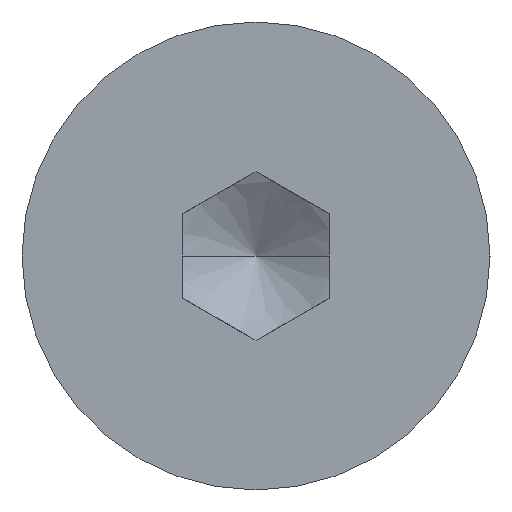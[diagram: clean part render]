
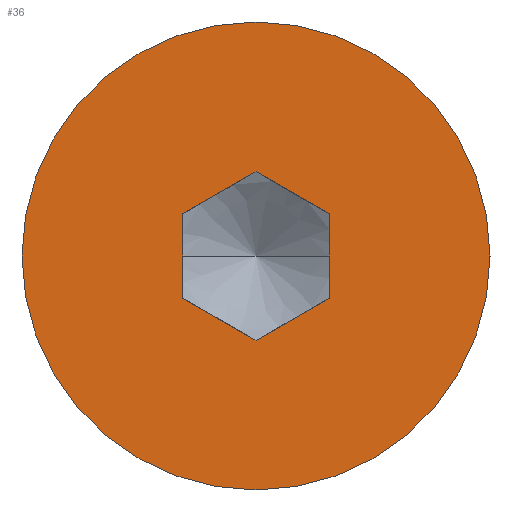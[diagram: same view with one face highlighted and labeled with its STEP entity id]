
A CAD part, left-side view. The second image highlights one B-rep face of the part: STEP entity #36.
In plain terms, the highlighted planar face has unit normal (-1, 0, 0).
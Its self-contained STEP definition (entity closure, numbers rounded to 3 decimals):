
#10 = VECTOR ( 'NONE', #210, 1000. ) ;
#12 = VERTEX_POINT ( 'NONE', #443 ) ;
#17 = CARTESIAN_POINT ( 'NONE',  ( 0., -1.25, 0.722 ) ) ;
#21 = DIRECTION ( 'NONE',  ( 0., 0., 1. ) ) ;
#36 = ADVANCED_FACE ( 'NONE', ( #444, #319 ), #81, .T. ) ;
#40 = CARTESIAN_POINT ( 'NONE',  ( 0., -0.897, 0.926 ) ) ;
#53 = CARTESIAN_POINT ( 'NONE',  ( 0., 1.25, -0.722 ) ) ;
#77 = VECTOR ( 'NONE', #423, 1000. ) ;
#81 = PLANE ( 'NONE',  #497 ) ;
#93 = EDGE_CURVE ( 'NONE', #495, #128, #121, .T. ) ;
#118 = LINE ( 'NONE', #523, #357 ) ;
#121 = LINE ( 'NONE', #241, #340 ) ;
#124 = ORIENTED_EDGE ( 'NONE', *, *, #372, .T. ) ;
#128 = VERTEX_POINT ( 'NONE', #316 ) ;
#131 = CARTESIAN_POINT ( 'NONE',  ( 0., 0., 0. ) ) ;
#142 = CARTESIAN_POINT ( 'NONE',  ( 0., 0.978, -0.879 ) ) ;
#143 = VERTEX_POINT ( 'NONE', #152 ) ;
#152 = CARTESIAN_POINT ( 'NONE',  ( 0., -4., 0. ) ) ;
#165 = CARTESIAN_POINT ( 'NONE',  ( 0., 1.25, 0.722 ) ) ;
#178 = DIRECTION ( 'NONE',  ( 0., 1., 0. ) ) ;
#185 = EDGE_CURVE ( 'NONE', #143, #12, #294, .T. ) ;
#190 = EDGE_CURVE ( 'NONE', #12, #143, #315, .T. ) ;
#191 = LINE ( 'NONE', #142, #516 ) ;
#197 = CARTESIAN_POINT ( 'NONE',  ( 0., 2.722, 0. ) ) ;
#200 = CARTESIAN_POINT ( 'NONE',  ( 0., -1.25, -0.722 ) ) ;
#206 = DIRECTION ( 'NONE',  ( 0., -0.866, 0.5 ) ) ;
#210 = DIRECTION ( 'NONE',  ( 0., -0.866, -0.5 ) ) ;
#218 = CARTESIAN_POINT ( 'NONE',  ( 0., 0., 0. ) ) ;
#221 = ORIENTED_EDGE ( 'NONE', *, *, #451, .T. ) ;
#226 = DIRECTION ( 'NONE',  ( 0., 0.866, 0.5 ) ) ;
#228 = EDGE_CURVE ( 'NONE', #128, #453, #414, .T. ) ;
#241 = CARTESIAN_POINT ( 'NONE',  ( 0., 0.323, 1.257 ) ) ;
#258 = DIRECTION ( 'NONE',  ( 1., 0., 0. ) ) ;
#260 = DIRECTION ( 'NONE',  ( 0., 1., 0. ) ) ;
#269 = LINE ( 'NONE', #346, #378 ) ;
#272 = ORIENTED_EDGE ( 'NONE', *, *, #93, .T. ) ;
#276 = ORIENTED_EDGE ( 'NONE', *, *, #190, .F. ) ;
#280 = DIRECTION ( 'NONE',  ( 0., 0.866, -0.5 ) ) ;
#294 = CIRCLE ( 'NONE', #441, 4. ) ;
#315 = CIRCLE ( 'NONE', #498, 4. ) ;
#316 = CARTESIAN_POINT ( 'NONE',  ( 0., 0., 1.443 ) ) ;
#317 = VERTEX_POINT ( 'NONE', #53 ) ;
#319 = FACE_OUTER_BOUND ( 'NONE', #477, .T. ) ;
#339 = LINE ( 'NONE', #496, #77 ) ;
#340 = VECTOR ( 'NONE', #206, 1000. ) ;
#346 = CARTESIAN_POINT ( 'NONE',  ( 0., 1.25, 0.395 ) ) ;
#347 = VERTEX_POINT ( 'NONE', #464 ) ;
#357 = VECTOR ( 'NONE', #280, 1000. ) ;
#358 = DIRECTION ( 'NONE',  ( 0., 0., 1. ) ) ;
#372 = EDGE_CURVE ( 'NONE', #317, #495, #269, .T. ) ;
#378 = VECTOR ( 'NONE', #21, 1000. ) ;
#379 = EDGE_CURVE ( 'NONE', #347, #317, #191, .T. ) ;
#397 = ORIENTED_EDGE ( 'NONE', *, *, #379, .T. ) ;
#399 = EDGE_LOOP ( 'NONE', ( #124, #272, #431, #221, #469, #397 ) ) ;
#414 = LINE ( 'NONE', #40, #10 ) ;
#423 = DIRECTION ( 'NONE',  ( 0., 0., -1. ) ) ;
#431 = ORIENTED_EDGE ( 'NONE', *, *, #228, .T. ) ;
#441 = AXIS2_PLACEMENT_3D ( 'NONE', #131, #447, #178 ) ;
#443 = CARTESIAN_POINT ( 'NONE',  ( 0., 4., 0. ) ) ;
#444 = FACE_BOUND ( 'NONE', #399, .T. ) ;
#447 = DIRECTION ( 'NONE',  ( 1., 0., 0. ) ) ;
#451 = EDGE_CURVE ( 'NONE', #453, #522, #339, .T. ) ;
#453 = VERTEX_POINT ( 'NONE', #17 ) ;
#464 = CARTESIAN_POINT ( 'NONE',  ( 0., 0., -1.443 ) ) ;
#469 = ORIENTED_EDGE ( 'NONE', *, *, #483, .T. ) ;
#477 = EDGE_LOOP ( 'NONE', ( #276, #500 ) ) ;
#482 = DIRECTION ( 'NONE',  ( -1., 0., 0. ) ) ;
#483 = EDGE_CURVE ( 'NONE', #522, #347, #118, .T. ) ;
#495 = VERTEX_POINT ( 'NONE', #165 ) ;
#496 = CARTESIAN_POINT ( 'NONE',  ( 0., -1.25, -0.326 ) ) ;
#497 = AXIS2_PLACEMENT_3D ( 'NONE', #197, #482, #358 ) ;
#498 = AXIS2_PLACEMENT_3D ( 'NONE', #218, #258, #260 ) ;
#500 = ORIENTED_EDGE ( 'NONE', *, *, #185, .F. ) ;
#516 = VECTOR ( 'NONE', #226, 1000. ) ;
#522 = VERTEX_POINT ( 'NONE', #200 ) ;
#523 = CARTESIAN_POINT ( 'NONE',  ( 0., -0.302, -1.269 ) ) ;
